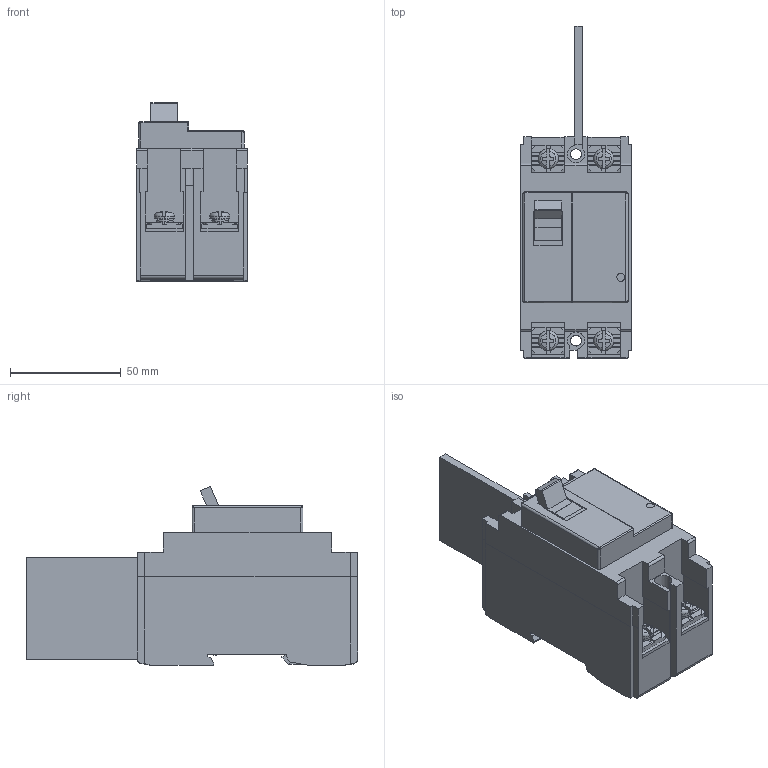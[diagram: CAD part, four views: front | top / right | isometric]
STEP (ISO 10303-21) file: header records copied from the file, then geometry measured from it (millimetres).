
FILE_DESCRIPTION(('CoCreate Modeling STEP Export'),'2;1');
FILE_NAME('Ｅ５０ＮＦ２Ｆ.stp','2016-03-23T14:41:24',(''),(''),'CoCreate Modeling STEP processor for AP214 (Solid Model)','CoCreate Modeling 17.0 01-Apr-2010 (C) Parametric Technology GmbH','');
FILE_SCHEMA(('AUTOMOTIVE_DESIGN { 1 0 10303 214 1 1 1 1 }'));
Length unit declared in the file: millimetre
Products named in the file (9): P1; P8; P3; P2.3; P4.1; P6.2; P7; P5; Ｅ５０ＮＦ２Ｆ
Assembly tree (19 placements, depth 2):
  Ｅ５０ＮＦ２Ｆ
    P6.2  x4
    P4.1  x4
    P5  x2
    P2.3  x4
    P7  x2
    P3
    P8
    P1
Bounding box: 50 x 149.5 x 80.5 mm (x, y, z)
Volume: 275144.7 mm3; surface area: 50035.2 mm2
Topology: 19 solids, 19 shells, 767 faces, 2128 edges, 1398 vertices
Faces by surface type: plane 493, cylinder 194, bspline 52, torus 10, sphere 10, cone 8
Entity records: 34545 total; most frequent: CARTESIAN_POINT 25240, ORIENTED_EDGE 2044, DIRECTION 1627, EDGE_CURVE 1022, VECTOR 689, LINE 689, VERTEX_POINT 672, AXIS2_PLACEMENT_3D 469
